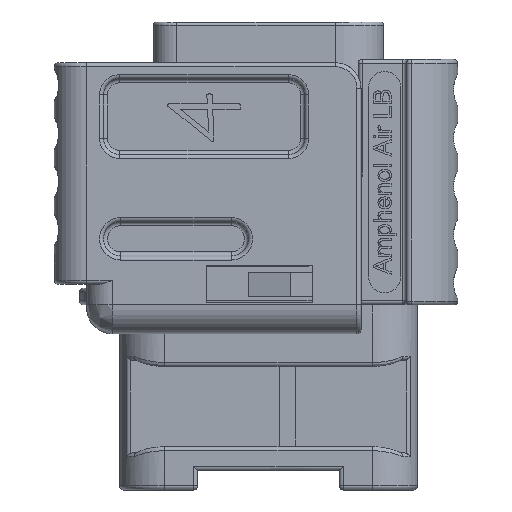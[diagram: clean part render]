
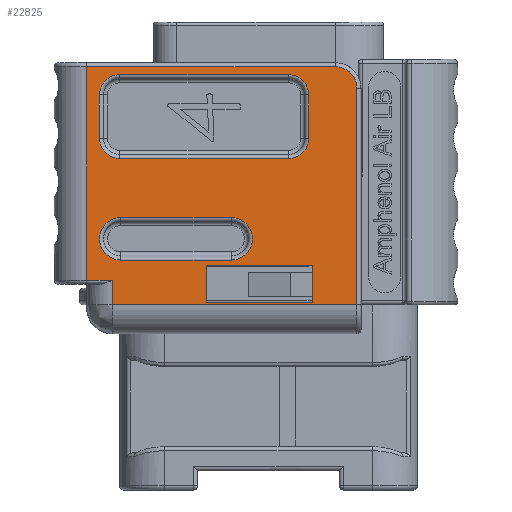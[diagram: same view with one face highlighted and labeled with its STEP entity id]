
A CAD part, left-side view. The second image highlights one B-rep face of the part: STEP entity #22825.
In plain terms, the highlighted planar face has unit normal (-1, 0, 0).
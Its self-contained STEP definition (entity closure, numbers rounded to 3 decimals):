
#696=DIRECTION('',(0.,0.,-1.));
#697=VECTOR('',#696,1.53);
#698=CARTESIAN_POINT('',(-13.75,9.7,1.53));
#699=LINE('',#698,#697);
#725=DIRECTION('',(0.,0.,-1.));
#726=VECTOR('',#725,13.27);
#727=CARTESIAN_POINT('',(-13.75,11.3,14.8));
#728=LINE('',#727,#726);
#1240=DIRECTION('',(0.,0.,-1.));
#1241=VECTOR('',#1240,13.45);
#1242=CARTESIAN_POINT('',(-13.75,-5.5,13.45));
#1243=LINE('',#1242,#1241);
#1244=DIRECTION('',(0.,-1.,0.));
#1245=VECTOR('',#1244,15.2);
#1246=CARTESIAN_POINT('',(-13.75,9.7,0.));
#1247=LINE('',#1246,#1245);
#1248=DIRECTION('',(0.,-1.,0.));
#1249=VECTOR('',#1248,1.6);
#1250=CARTESIAN_POINT('',(-13.75,11.3,1.53));
#1251=LINE('',#1250,#1249);
#1252=DIRECTION('',(0.,-1.,0.));
#1253=VECTOR('',#1252,15.45);
#1254=CARTESIAN_POINT('',(-13.75,11.3,14.8));
#1255=LINE('',#1254,#1253);
#1256=CARTESIAN_POINT('',(-13.75,-4.15,13.45));
#1257=DIRECTION('',(1.,0.,0.));
#1258=DIRECTION('',(0.,0.,1.));
#1259=AXIS2_PLACEMENT_3D('',#1256,#1257,#1258);
#1261=DIRECTION('',(0.,0.,-1.));
#1262=VECTOR('',#1261,2.3);
#1263=CARTESIAN_POINT('',(-13.75,-2.75,2.45));
#1264=LINE('',#1263,#1262);
#1265=DIRECTION('',(0.,-1.,0.));
#1266=VECTOR('',#1265,6.6);
#1267=CARTESIAN_POINT('',(-13.75,3.85,2.45));
#1268=LINE('',#1267,#1266);
#1269=DIRECTION('',(0.,0.,1.));
#1270=VECTOR('',#1269,2.3);
#1271=CARTESIAN_POINT('',(-13.75,3.85,0.15));
#1272=LINE('',#1271,#1270);
#1273=DIRECTION('',(0.,1.,0.));
#1274=VECTOR('',#1273,6.6);
#1275=CARTESIAN_POINT('',(-13.75,-2.75,0.15));
#1276=LINE('',#1275,#1274);
#1277=CARTESIAN_POINT('',(-13.75,9.25,10.35));
#1278=DIRECTION('',(1.,0.,0.));
#1279=DIRECTION('',(0.,0.,-1.));
#1280=AXIS2_PLACEMENT_3D('',#1277,#1278,#1279);
#1282=DIRECTION('',(0.,1.,0.));
#1283=VECTOR('',#1282,10.5);
#1284=CARTESIAN_POINT('',(-13.75,-1.25,9.1));
#1285=LINE('',#1284,#1283);
#1286=CARTESIAN_POINT('',(-13.75,-1.25,10.35));
#1287=DIRECTION('',(1.,0.,0.));
#1288=DIRECTION('',(0.,-1.,0.));
#1289=AXIS2_PLACEMENT_3D('',#1286,#1287,#1288);
#1291=DIRECTION('',(0.,0.,-1.));
#1292=VECTOR('',#1291,2.7);
#1293=CARTESIAN_POINT('',(-13.75,-2.5,13.05));
#1294=LINE('',#1293,#1292);
#1295=CARTESIAN_POINT('',(-13.75,-1.25,13.05));
#1296=DIRECTION('',(1.,0.,0.));
#1297=DIRECTION('',(0.,0.,1.));
#1298=AXIS2_PLACEMENT_3D('',#1295,#1296,#1297);
#1300=DIRECTION('',(0.,-1.,0.));
#1301=VECTOR('',#1300,10.5);
#1302=CARTESIAN_POINT('',(-13.75,9.25,14.3));
#1303=LINE('',#1302,#1301);
#1304=CARTESIAN_POINT('',(-13.75,9.25,13.05));
#1305=DIRECTION('',(1.,0.,0.));
#1306=DIRECTION('',(0.,1.,0.));
#1307=AXIS2_PLACEMENT_3D('',#1304,#1305,#1306);
#1309=DIRECTION('',(0.,0.,1.));
#1310=VECTOR('',#1309,2.7);
#1311=CARTESIAN_POINT('',(-13.75,10.5,10.35));
#1312=LINE('',#1311,#1310);
#1313=DIRECTION('',(0.,-1.,0.));
#1314=VECTOR('',#1313,6.86);
#1315=CARTESIAN_POINT('',(-13.75,9.18,2.79));
#1316=LINE('',#1315,#1314);
#1317=CARTESIAN_POINT('',(-13.75,2.32,4.11));
#1318=DIRECTION('',(-1.,0.,0.));
#1319=DIRECTION('',(0.,0.,-1.));
#1320=AXIS2_PLACEMENT_3D('',#1317,#1318,#1319);
#1322=DIRECTION('',(0.,1.,0.));
#1323=VECTOR('',#1322,6.86);
#1324=CARTESIAN_POINT('',(-13.75,2.32,5.43));
#1325=LINE('',#1324,#1323);
#1326=CARTESIAN_POINT('',(-13.75,9.18,4.11));
#1327=DIRECTION('',(-1.,0.,0.));
#1328=DIRECTION('',(0.,0.,1.));
#1329=AXIS2_PLACEMENT_3D('',#1326,#1327,#1328);
#20514=CARTESIAN_POINT('',(-13.75,9.7,0.));
#20516=VERTEX_POINT('',#20514);
#20530=CARTESIAN_POINT('',(-13.75,-2.75,2.45));
#20531=CARTESIAN_POINT('',(-13.75,-2.75,0.15));
#20532=VERTEX_POINT('',#20530);
#20533=VERTEX_POINT('',#20531);
#20534=CARTESIAN_POINT('',(-13.75,3.85,0.15));
#20535=VERTEX_POINT('',#20534);
#20536=CARTESIAN_POINT('',(-13.75,3.85,2.45));
#20537=VERTEX_POINT('',#20536);
#20546=CARTESIAN_POINT('',(-13.75,11.3,1.53));
#20547=CARTESIAN_POINT('',(-13.75,9.7,1.53));
#20548=VERTEX_POINT('',#20546);
#20549=VERTEX_POINT('',#20547);
#20694=CARTESIAN_POINT('',(-13.75,9.25,9.1));
#20695=CARTESIAN_POINT('',(-13.75,10.5,10.35));
#20696=VERTEX_POINT('',#20694);
#20697=VERTEX_POINT('',#20695);
#20702=CARTESIAN_POINT('',(-13.75,10.5,13.05));
#20703=VERTEX_POINT('',#20702);
#20706=CARTESIAN_POINT('',(-13.75,9.25,14.3));
#20707=VERTEX_POINT('',#20706);
#20710=CARTESIAN_POINT('',(-13.75,-1.25,14.3));
#20711=VERTEX_POINT('',#20710);
#20714=CARTESIAN_POINT('',(-13.75,-2.5,13.05));
#20715=VERTEX_POINT('',#20714);
#20718=CARTESIAN_POINT('',(-13.75,-2.5,10.35));
#20719=VERTEX_POINT('',#20718);
#20722=CARTESIAN_POINT('',(-13.75,-1.25,9.1));
#20723=VERTEX_POINT('',#20722);
#20817=CARTESIAN_POINT('',(-13.75,-5.5,0.));
#20819=VERTEX_POINT('',#20817);
#20823=CARTESIAN_POINT('',(-13.75,-5.5,13.45));
#20824=VERTEX_POINT('',#20823);
#20827=CARTESIAN_POINT('',(-13.75,-4.15,14.8));
#20828=VERTEX_POINT('',#20827);
#20831=CARTESIAN_POINT('',(-13.75,11.3,14.8));
#20832=VERTEX_POINT('',#20831);
#21155=CARTESIAN_POINT('',(-13.75,9.18,2.79));
#21156=CARTESIAN_POINT('',(-13.75,2.32,2.79));
#21157=VERTEX_POINT('',#21155);
#21158=VERTEX_POINT('',#21156);
#21161=CARTESIAN_POINT('',(-13.75,2.32,5.43));
#21162=VERTEX_POINT('',#21161);
#21165=CARTESIAN_POINT('',(-13.75,9.18,5.43));
#21166=VERTEX_POINT('',#21165);
#22773=CARTESIAN_POINT('',(-13.75,11.25,15.05));
#22774=DIRECTION('',(-1.,0.,0.));
#22775=DIRECTION('',(0.,1.,0.));
#22776=AXIS2_PLACEMENT_3D('',#22773,#22774,#22775);
#22777=PLANE('',#22776);
#22779=ORIENTED_EDGE('',*,*,#22778,.T.);
#22780=ORIENTED_EDGE('',*,*,#22744,.F.);
#22781=ORIENTED_EDGE('',*,*,#22227,.F.);
#22782=ORIENTED_EDGE('',*,*,#22243,.F.);
#22783=ORIENTED_EDGE('',*,*,#22270,.F.);
#22785=ORIENTED_EDGE('',*,*,#22784,.T.);
#22787=ORIENTED_EDGE('',*,*,#22786,.T.);
#22788=EDGE_LOOP('',(#22779,#22780,#22781,#22782,#22783,#22785,#22787));
#22789=FACE_OUTER_BOUND('',#22788,.F.);
#22790=ORIENTED_EDGE('',*,*,#22434,.F.);
#22791=ORIENTED_EDGE('',*,*,#22458,.F.);
#22792=ORIENTED_EDGE('',*,*,#22474,.F.);
#22794=ORIENTED_EDGE('',*,*,#22793,.F.);
#22795=EDGE_LOOP('',(#22790,#22791,#22792,#22794));
#22796=FACE_BOUND('',#22795,.F.);
#22798=ORIENTED_EDGE('',*,*,#22797,.F.);
#22800=ORIENTED_EDGE('',*,*,#22799,.F.);
#22802=ORIENTED_EDGE('',*,*,#22801,.F.);
#22804=ORIENTED_EDGE('',*,*,#22803,.F.);
#22806=ORIENTED_EDGE('',*,*,#22805,.F.);
#22808=ORIENTED_EDGE('',*,*,#22807,.F.);
#22810=ORIENTED_EDGE('',*,*,#22809,.F.);
#22812=ORIENTED_EDGE('',*,*,#22811,.F.);
#22813=EDGE_LOOP('',(#22798,#22800,#22802,#22804,#22806,#22808,#22810,#22812));
#22814=FACE_BOUND('',#22813,.F.);
#22816=ORIENTED_EDGE('',*,*,#22815,.T.);
#22818=ORIENTED_EDGE('',*,*,#22817,.T.);
#22820=ORIENTED_EDGE('',*,*,#22819,.T.);
#22822=ORIENTED_EDGE('',*,*,#22821,.T.);
#22823=EDGE_LOOP('',(#22816,#22818,#22820,#22822));
#22824=FACE_BOUND('',#22823,.F.);
#22825=ADVANCED_FACE('',(#22789,#22796,#22814,#22824),#22777,.T.);
#1260=CIRCLE('',#1259,1.35);
#1281=CIRCLE('',#1280,1.25);
#1290=CIRCLE('',#1289,1.25);
#1299=CIRCLE('',#1298,1.25);
#1308=CIRCLE('',#1307,1.25);
#1321=CIRCLE('',#1320,1.32);
#1330=CIRCLE('',#1329,1.32);
#22227=EDGE_CURVE('',#20549,#20516,#699,.T.);
#22243=EDGE_CURVE('',#20548,#20549,#1251,.T.);
#22270=EDGE_CURVE('',#20832,#20548,#728,.T.);
#22434=EDGE_CURVE('',#20532,#20533,#1264,.T.);
#22458=EDGE_CURVE('',#20537,#20532,#1268,.T.);
#22474=EDGE_CURVE('',#20535,#20537,#1272,.T.);
#22744=EDGE_CURVE('',#20516,#20819,#1247,.T.);
#22778=EDGE_CURVE('',#20824,#20819,#1243,.T.);
#22784=EDGE_CURVE('',#20832,#20828,#1255,.T.);
#22786=EDGE_CURVE('',#20828,#20824,#1260,.T.);
#22793=EDGE_CURVE('',#20533,#20535,#1276,.T.);
#22797=EDGE_CURVE('',#20696,#20697,#1281,.T.);
#22799=EDGE_CURVE('',#20723,#20696,#1285,.T.);
#22801=EDGE_CURVE('',#20719,#20723,#1290,.T.);
#22803=EDGE_CURVE('',#20715,#20719,#1294,.T.);
#22805=EDGE_CURVE('',#20711,#20715,#1299,.T.);
#22807=EDGE_CURVE('',#20707,#20711,#1303,.T.);
#22809=EDGE_CURVE('',#20703,#20707,#1308,.T.);
#22811=EDGE_CURVE('',#20697,#20703,#1312,.T.);
#22815=EDGE_CURVE('',#21157,#21158,#1316,.T.);
#22817=EDGE_CURVE('',#21158,#21162,#1321,.T.);
#22819=EDGE_CURVE('',#21162,#21166,#1325,.T.);
#22821=EDGE_CURVE('',#21166,#21157,#1330,.T.);
